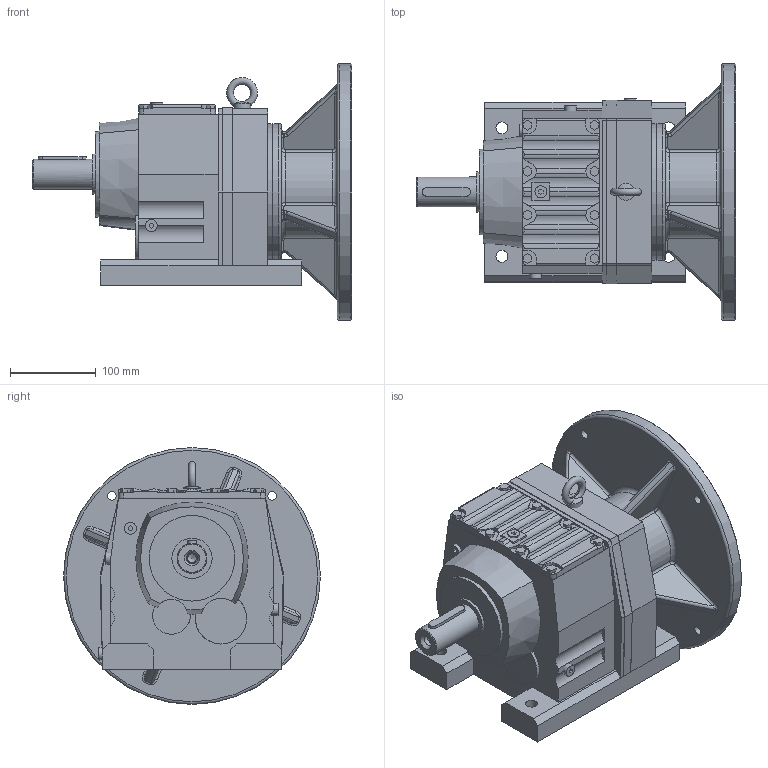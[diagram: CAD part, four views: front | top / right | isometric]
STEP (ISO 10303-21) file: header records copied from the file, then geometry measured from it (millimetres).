
FILE_DESCRIPTION(('STEP AP203'), '1');
FILE_NAME('凎劌膷闉 R67', '', ('UNSPECIFIED'), ('UNSPECIFIED'), 'ASCON STEP Converter 1.3', 'ASCON Math Kernel', '');
FILE_SCHEMA(('CONFIG_CONTROL_DESIGN'));
Length unit declared in the file: millimetre
Products named in the file (11): 1; 2; 3; 4; 5; 6; 7; 8; 9
Assembly tree (10 placements, depth 2):
  (unnamed)
    1
    2
    3
    4
    5
    6
    7
    8
    9
    (unnamed)
Bounding box: 373 x 300 x 300 mm (x, y, z)
Volume: 8451309.2 mm3; surface area: 569042.5 mm2
Topology: 10 solids, 10 shells, 535 faces, 1288 edges, 810 vertices
Faces by surface type: plane 289, cylinder 154, bspline 36, cone 28, torus 28
Full cylindrical faces by diameter (mm): 8 x4, 9 x4, 10.2 x2, 10.25 x4, 12 x1, 13 x1, 14 x9, 20 x1, 20.002 x1, 35 x1, 47 x1, 72 x1, 90 x3, 91 x1, 93.5 x1, 100 x1, 110 x2, 112 x1, 160 x2, 228 x1, 230 x1, 300 x1
Entity records: 27908 total; most frequent: CARTESIAN_POINT 11038, ORIENTED_EDGE 2438, DIRECTION 2380, EDGE_CURVE 1219, AXIS2_PLACEMENT_3D 824, VERTEX_POINT 809, LINE 732, VECTOR 732
